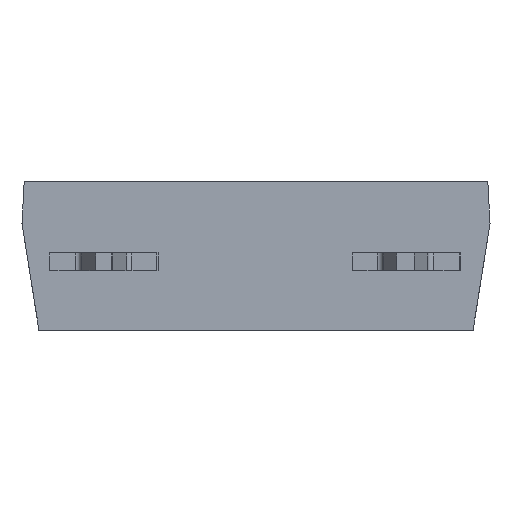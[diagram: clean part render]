
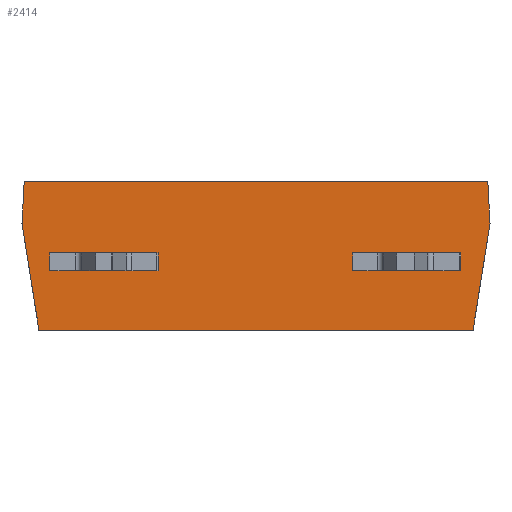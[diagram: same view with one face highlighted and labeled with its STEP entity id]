
A CAD part, front view. The second image highlights one B-rep face of the part: STEP entity #2414.
In plain terms, the highlighted face is planar.
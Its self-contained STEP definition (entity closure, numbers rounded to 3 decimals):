
#285=ORIENTED_EDGE('',*,*,#979,.T.);
#286=ORIENTED_EDGE('',*,*,#980,.T.);
#287=ORIENTED_EDGE('',*,*,#981,.T.);
#288=ORIENTED_EDGE('',*,*,#982,.T.);
#289=ORIENTED_EDGE('',*,*,#983,.T.);
#290=ORIENTED_EDGE('',*,*,#970,.F.);
#291=ORIENTED_EDGE('',*,*,#952,.T.);
#292=ORIENTED_EDGE('',*,*,#968,.T.);
#293=ORIENTED_EDGE('',*,*,#984,.F.);
#294=ORIENTED_EDGE('',*,*,#985,.F.);
#295=ORIENTED_EDGE('',*,*,#986,.T.);
#296=ORIENTED_EDGE('',*,*,#987,.T.);
#297=ORIENTED_EDGE('',*,*,#988,.T.);
#298=ORIENTED_EDGE('',*,*,#989,.T.);
#952=EDGE_CURVE('',#1303,#1305,#1517,.T.);
#968=EDGE_CURVE('',#1305,#1318,#1528,.T.);
#970=EDGE_CURVE('',#1303,#1319,#1529,.T.);
#979=EDGE_CURVE('',#1324,#1325,#1536,.T.);
#980=EDGE_CURVE('',#1325,#1326,#1537,.T.);
#981=EDGE_CURVE('',#1326,#1327,#1538,.T.);
#982=EDGE_CURVE('',#1327,#1324,#1539,.T.);
#983=EDGE_CURVE('',#1328,#1319,#1540,.F.);
#984=EDGE_CURVE('',#1329,#1318,#1541,.F.);
#985=EDGE_CURVE('',#1328,#1329,#1542,.T.);
#986=EDGE_CURVE('',#1330,#1331,#1543,.T.);
#987=EDGE_CURVE('',#1331,#1332,#1544,.T.);
#988=EDGE_CURVE('',#1332,#1333,#1545,.T.);
#989=EDGE_CURVE('',#1333,#1330,#1546,.T.);
#1303=VERTEX_POINT('',#3599);
#1305=VERTEX_POINT('',#3603);
#1318=VERTEX_POINT('',#3634);
#1319=VERTEX_POINT('',#3639);
#1324=VERTEX_POINT('',#3655);
#1325=VERTEX_POINT('',#3656);
#1326=VERTEX_POINT('',#3658);
#1327=VERTEX_POINT('',#3660);
#1328=VERTEX_POINT('',#3663);
#1329=VERTEX_POINT('',#3665);
#1330=VERTEX_POINT('',#3668);
#1331=VERTEX_POINT('',#3669);
#1332=VERTEX_POINT('',#3671);
#1333=VERTEX_POINT('',#3673);
#1517=LINE('',#3604,#1756);
#1528=LINE('',#3635,#1767);
#1529=LINE('',#3638,#1768);
#1536=LINE('',#3654,#1775);
#1537=LINE('',#3657,#1776);
#1538=LINE('',#3659,#1777);
#1539=LINE('',#3661,#1778);
#1540=LINE('',#3662,#1779);
#1541=LINE('',#3664,#1780);
#1542=LINE('',#3666,#1781);
#1543=LINE('',#3667,#1782);
#1544=LINE('',#3670,#1783);
#1545=LINE('',#3672,#1784);
#1546=LINE('',#3674,#1785);
#1756=VECTOR('',#2812,1000.);
#1767=VECTOR('',#2837,1000.);
#1768=VECTOR('',#2842,1000.);
#1775=VECTOR('',#2857,1000.);
#1776=VECTOR('',#2858,1000.);
#1777=VECTOR('',#2859,1000.);
#1778=VECTOR('',#2860,1000.);
#1779=VECTOR('',#2861,1000.);
#1780=VECTOR('',#2862,1000.);
#1781=VECTOR('',#2863,1000.);
#1782=VECTOR('',#2864,1000.);
#1783=VECTOR('',#2865,1000.);
#1784=VECTOR('',#2866,1000.);
#1785=VECTOR('',#2867,1000.);
#1992=EDGE_LOOP('',(#285,#286,#287,#288));
#1993=EDGE_LOOP('',(#289,#290,#291,#292,#293,#294));
#1994=EDGE_LOOP('',(#295,#296,#297,#298));
#2151=FACE_BOUND('',#1992,.T.);
#2152=FACE_BOUND('',#1993,.T.);
#2153=FACE_BOUND('',#1994,.T.);
#2302=PLANE('',#2612);
#2414=ADVANCED_FACE('',(#2151,#2152,#2153),#2302,.F.);
#2612=AXIS2_PLACEMENT_3D('',#3653,#2855,#2856);
#2812=DIRECTION('',(1.,0.,0.));
#2837=DIRECTION('',(0.156,-0.988,0.));
#2842=DIRECTION('',(-0.156,-0.988,0.));
#2855=DIRECTION('',(0.,0.,1.));
#2856=DIRECTION('',(1.,0.,0.));
#2857=DIRECTION('',(0.,-1.,0.));
#2858=DIRECTION('',(1.,0.,0.));
#2859=DIRECTION('',(0.,1.,0.));
#2860=DIRECTION('',(-1.,0.,0.));
#2861=DIRECTION('',(0.052,-0.999,0.));
#2862=DIRECTION('',(-0.052,-0.999,0.));
#2863=DIRECTION('',(1.,0.,0.));
#2864=DIRECTION('',(1.,0.,0.));
#2865=DIRECTION('',(0.,1.,0.));
#2866=DIRECTION('',(-1.,0.,0.));
#2867=DIRECTION('',(0.,-1.,0.));
#3599=CARTESIAN_POINT('',(-7.31,3.6,-10.35));
#3603=CARTESIAN_POINT('',(7.31,3.6,-10.35));
#3604=CARTESIAN_POINT('',(-7.88,3.6,-10.35));
#3634=CARTESIAN_POINT('',(7.88,0.,-10.35));
#3635=CARTESIAN_POINT('',(7.88,0.,-10.35));
#3638=CARTESIAN_POINT('',(-8.096,-1.366,-10.35));
#3639=CARTESIAN_POINT('',(-7.88,0.,-10.35));
#3653=CARTESIAN_POINT('',(-7.88,-1.4,-10.35));
#3654=CARTESIAN_POINT('',(-6.9,1.6,-10.35));
#3655=CARTESIAN_POINT('',(-6.9,1.6,-10.35));
#3656=CARTESIAN_POINT('',(-6.9,1.,-10.35));
#3657=CARTESIAN_POINT('',(-6.9,1.,-10.35));
#3658=CARTESIAN_POINT('',(-3.3,1.,-10.35));
#3659=CARTESIAN_POINT('',(-3.3,1.,-10.35));
#3660=CARTESIAN_POINT('',(-3.3,1.6,-10.35));
#3661=CARTESIAN_POINT('',(-3.3,1.6,-10.35));
#3662=CARTESIAN_POINT('',(-7.807,-1.396,-10.35));
#3663=CARTESIAN_POINT('',(-7.807,-1.4,-10.35));
#3664=CARTESIAN_POINT('',(7.88,0.,-10.35));
#3665=CARTESIAN_POINT('',(7.807,-1.4,-10.35));
#3666=CARTESIAN_POINT('',(-7.88,-1.4,-10.35));
#3667=CARTESIAN_POINT('',(3.3,1.,-10.35));
#3668=CARTESIAN_POINT('',(3.3,1.,-10.35));
#3669=CARTESIAN_POINT('',(6.9,1.,-10.35));
#3670=CARTESIAN_POINT('',(6.9,1.,-10.35));
#3671=CARTESIAN_POINT('',(6.9,1.6,-10.35));
#3672=CARTESIAN_POINT('',(6.9,1.6,-10.35));
#3673=CARTESIAN_POINT('',(3.3,1.6,-10.35));
#3674=CARTESIAN_POINT('',(3.3,1.6,-10.35));
